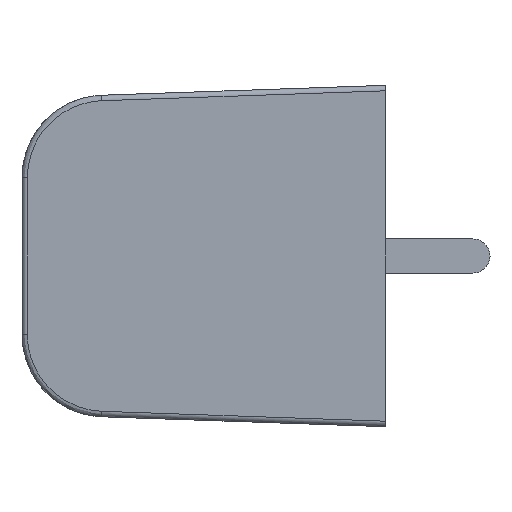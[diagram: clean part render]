
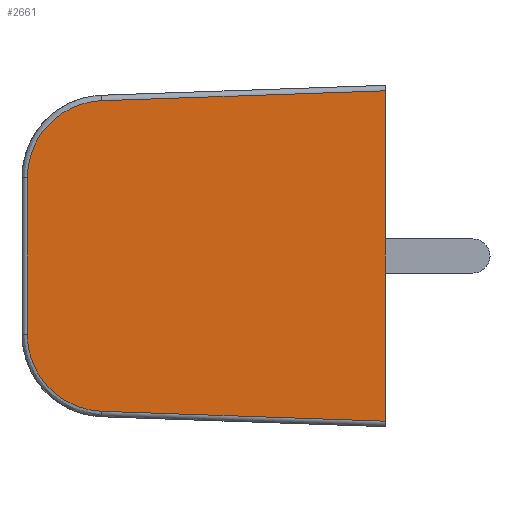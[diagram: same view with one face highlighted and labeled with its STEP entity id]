
A CAD part, left-side view. The second image highlights one B-rep face of the part: STEP entity #2661.
In plain terms, the highlighted planar face has unit normal (-0.999, 0.035, 0).
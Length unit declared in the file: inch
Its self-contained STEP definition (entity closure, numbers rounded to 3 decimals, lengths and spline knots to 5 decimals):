
#5=CARTESIAN_POINT('',(-0.605,0.,0.30001));
#195=CARTESIAN_POINT('',(-0.605,0.,-0.30001));
#201=DIRECTION('',(0.,0.,1.));
#202=VECTOR('',#201,0.60001);
#203=CARTESIAN_POINT('',(-0.605,0.,-0.30001));
#204=LINE('',#203,#202);
#258=DIRECTION('',(-0.035,-0.999,0.035));
#259=VECTOR('',#258,0.51586);
#260=CARTESIAN_POINT('',(-0.58701,0.51523,
0.28201));
#261=LINE('',#260,#259);
#262=DIRECTION('',(-0.035,-0.999,-0.035));
#263=VECTOR('',#262,0.51586);
#264=CARTESIAN_POINT('',(-0.58701,0.51523,
-0.28201));
#265=LINE('',#264,#263);
#266=CARTESIAN_POINT('',(-0.58701,0.51523,
-0.28201));
#267=CARTESIAN_POINT('',(-0.58684,0.51995,
-0.28185));
#268=CARTESIAN_POINT('',(-0.58649,0.52997,
-0.28103));
#269=CARTESIAN_POINT('',(-0.5859,0.54692,
-0.27765));
#270=CARTESIAN_POINT('',(-0.58526,0.56522,
-0.27143));
#271=CARTESIAN_POINT('',(-0.5846,0.58421,
-0.26173));
#272=CARTESIAN_POINT('',(-0.58394,0.60312,
-0.24789));
#273=CARTESIAN_POINT('',(-0.58334,0.62017,
-0.23006));
#274=CARTESIAN_POINT('',(-0.58289,0.63303,
-0.21073));
#275=CARTESIAN_POINT('',(-0.58259,0.64182,
-0.19159));
#276=CARTESIAN_POINT('',(-0.5824,0.64721,
-0.17336));
#277=CARTESIAN_POINT('',(-0.58231,0.6499,
-0.15661));
#278=CARTESIAN_POINT('',(-0.58229,0.65035,
-0.14674));
#279=CARTESIAN_POINT('',(-0.58229,0.65035,
-0.1421));
#281=DIRECTION('',(0.,0.,1.));
#282=VECTOR('',#281,0.2842);
#283=CARTESIAN_POINT('',(-0.58229,0.65035,
-0.1421));
#284=LINE('',#283,#282);
#285=CARTESIAN_POINT('',(-0.58229,0.65035,
0.1421));
#286=CARTESIAN_POINT('',(-0.58229,0.65035,
0.14674));
#287=CARTESIAN_POINT('',(-0.58231,0.6499,
0.15661));
#288=CARTESIAN_POINT('',(-0.5824,0.64721,
0.17336));
#289=CARTESIAN_POINT('',(-0.58259,0.64182,
0.19159));
#290=CARTESIAN_POINT('',(-0.58289,0.63303,
0.21073));
#291=CARTESIAN_POINT('',(-0.58334,0.62017,
0.23006));
#292=CARTESIAN_POINT('',(-0.58394,0.60312,
0.24789));
#293=CARTESIAN_POINT('',(-0.5846,0.58421,
0.26173));
#294=CARTESIAN_POINT('',(-0.58526,0.56522,
0.27143));
#295=CARTESIAN_POINT('',(-0.5859,0.54692,
0.27765));
#296=CARTESIAN_POINT('',(-0.58649,0.52997,
0.28103));
#297=CARTESIAN_POINT('',(-0.58684,0.51995,
0.28185));
#298=CARTESIAN_POINT('',(-0.58701,0.51523,
0.28201));
#2432=VERTEX_POINT('',#5);
#2433=CARTESIAN_POINT('',(-0.58701,0.51523,
0.28201));
#2434=VERTEX_POINT('',#2433);
#2437=VERTEX_POINT('',#195);
#2441=CARTESIAN_POINT('',(-0.58701,0.51523,
-0.28201));
#2442=VERTEX_POINT('',#2441);
#2467=CARTESIAN_POINT('',(-0.58229,0.65035,
-0.1421));
#2468=CARTESIAN_POINT('',(-0.58229,0.65035,
0.1421));
#2469=VERTEX_POINT('',#2467);
#2470=VERTEX_POINT('',#2468);
#2644=CARTESIAN_POINT('',(-0.605,0.,0.31));
#2645=DIRECTION('',(-0.999,0.035,0.));
#2646=DIRECTION('',(0.,0.,1.));
#2647=AXIS2_PLACEMENT_3D('',#2644,#2645,#2646);
#2648=PLANE('',#2647);
#2649=ORIENTED_EDGE('',*,*,#2635,.T.);
#2650=ORIENTED_EDGE('',*,*,#2594,.F.);
#2652=ORIENTED_EDGE('',*,*,#2651,.F.);
#2654=ORIENTED_EDGE('',*,*,#2653,.T.);
#2656=ORIENTED_EDGE('',*,*,#2655,.T.);
#2658=ORIENTED_EDGE('',*,*,#2657,.T.);
#2659=EDGE_LOOP('',(#2649,#2650,#2652,#2654,#2656,#2658));
#2660=FACE_OUTER_BOUND('',#2659,.F.);
#2661=ADVANCED_FACE('',(#2660),#2648,.T.);
#280=B_SPLINE_CURVE_WITH_KNOTS('',3,(#266,#267,#268,#269,#270,#271,#272,#273,
#274,#275,#276,#277,#278,#279),.UNSPECIFIED.,.F.,.F.,(4,1,1,1,1,1,1,1,1,1,1,4),(
0.,0.09091,0.18182,0.27273,0.36364,
0.45455,0.54545,0.63636,0.72727,
0.81818,0.90909,1.),.UNSPECIFIED.);
#299=B_SPLINE_CURVE_WITH_KNOTS('',3,(#285,#286,#287,#288,#289,#290,#291,#292,
#293,#294,#295,#296,#297,#298),.UNSPECIFIED.,.F.,.F.,(4,1,1,1,1,1,1,1,1,1,1,4),(
0.,0.09091,0.18182,0.27273,0.36364,
0.45455,0.54545,0.63636,0.72727,
0.81818,0.90909,1.),.UNSPECIFIED.);
#2594=EDGE_CURVE('',#2437,#2432,#204,.T.);
#2635=EDGE_CURVE('',#2434,#2432,#261,.T.);
#2651=EDGE_CURVE('',#2442,#2437,#265,.T.);
#2653=EDGE_CURVE('',#2442,#2469,#280,.T.);
#2655=EDGE_CURVE('',#2469,#2470,#284,.T.);
#2657=EDGE_CURVE('',#2470,#2434,#299,.T.);
